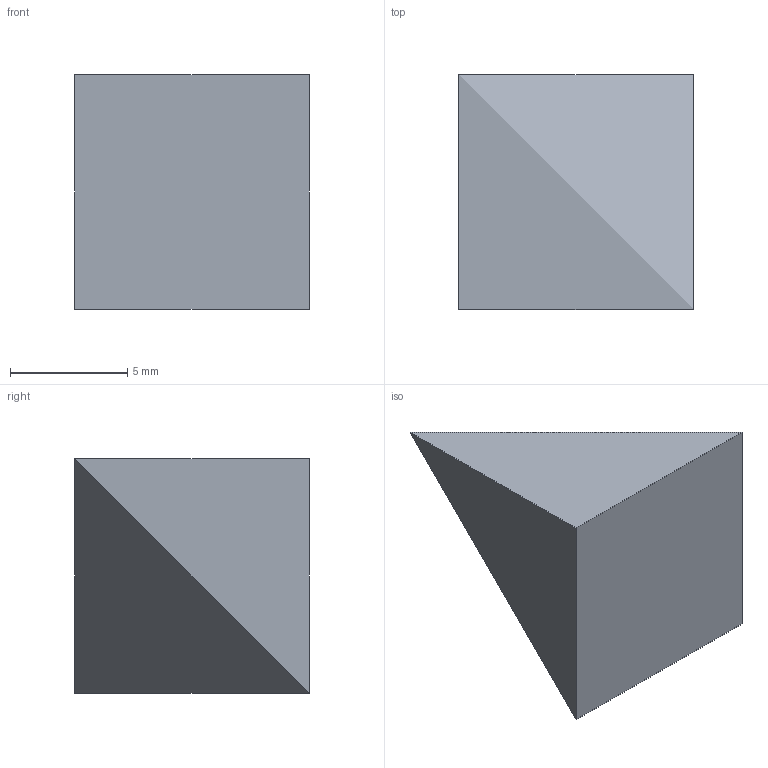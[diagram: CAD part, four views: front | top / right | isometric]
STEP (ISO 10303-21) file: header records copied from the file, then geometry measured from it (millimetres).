
FILE_DESCRIPTION(('Simple Cube Example'),'2;1');
FILE_NAME('cube.step','2025-12-19T09:00:00',('Author'),('Organization'),'Antigravity Tutorial','Antigravity STEP Writer','Unknown');
FILE_SCHEMA(('AP214_AUTOMOTIVE_DESIGN { 1 0 10303 214 3 1 1 }'));
Length unit declared in the file: millimetre
Products named in the file (1): Cube
Bounding box: 10 x 10 x 10 mm (x, y, z)
Volume: 316.7 mm3; surface area: 200 mm2
Topology: 1 solids, 1 shells, 6 faces, 10 edges, 6 vertices
Faces by surface type: plane 6
Entity records: 142 total; most frequent: ORIENTED_EDGE 24, DIRECTION 24, EDGE_CURVE 12, LINE 12, VECTOR 12, VERTEX_POINT 8, CARTESIAN_POINT 8, ADVANCED_FACE 6
